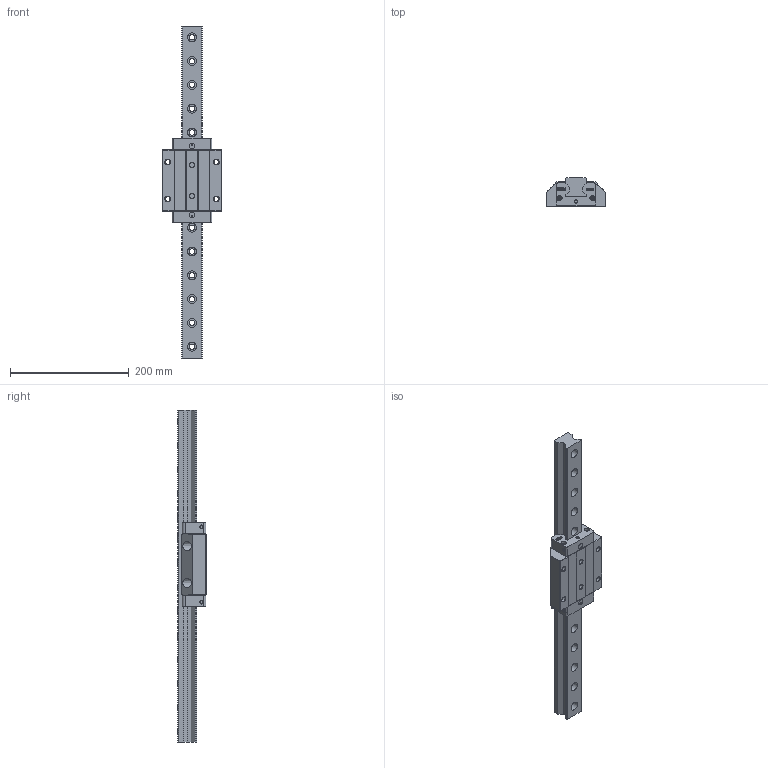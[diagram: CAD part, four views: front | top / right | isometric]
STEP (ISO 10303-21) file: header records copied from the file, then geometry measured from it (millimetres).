
FILE_DESCRIPTION((''),'2;1');
FILE_NAME('Assieme MG 35 LL clienti.stp','2009-01-14T11:16:47',('ufficiotecnicodue'),(''),'Autodesk Inventor 2008','Autodesk Inventor 2008','');
FILE_SCHEMA(('AUTOMOTIVE_DESIGN { 1 0 10303 214 1 1 1 1 }'));
Length unit declared in the file: millimetre
Products named in the file (4): Assieme MG 35 LL clienti; Monoguida MG35 clienti; Pattino MG LL 35 clienti; TC35 clienti
Assembly tree (4 placements, depth 2):
  Assieme MG 35 LL clienti
    Monoguida MG35 clienti
    Pattino MG LL 35 clienti
    TC35 clienti  x2
Bounding box: 100 x 48 x 558 mm (x, y, z)
Volume: 821149.4 mm3; surface area: 164946 mm2
Topology: 4 solids, 4 shells, 758 faces, 2008 edges, 1328 vertices
Faces by surface type: plane 438, bspline 202, cylinder 104, cone 14
Full cylindrical faces by diameter (mm): 1.038 x2, 1.5 x4, 2.854 x2, 3.242 x2, 4.917 x2, 7.5 x4, 10 x2
Entity records: 15362 total; most frequent: CARTESIAN_POINT 4747, ORIENTED_EDGE 2196, DIRECTION 1876, EDGE_CURVE 1098, VECTOR 778, LINE 778, VERTEX_POINT 762, EDGE_LOOP 628
